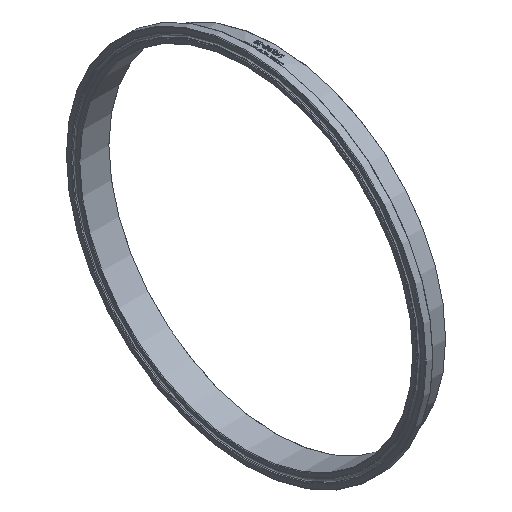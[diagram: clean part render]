
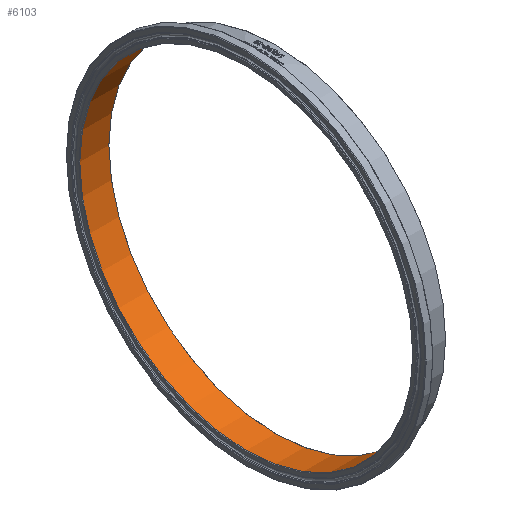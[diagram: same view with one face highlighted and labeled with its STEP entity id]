
A CAD part, isometric view. The second image highlights one B-rep face of the part: STEP entity #6103.
In plain terms, the highlighted cylindrical face has radius 124.231 mm (diameter 248.463 mm), a full revolution.
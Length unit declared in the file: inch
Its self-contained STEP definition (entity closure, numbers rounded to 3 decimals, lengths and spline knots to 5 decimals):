
#63=FACE_BOUND('',#1121,.T.);
#741=FACE_OUTER_BOUND('',#1120,.T.);
#1120=EDGE_LOOP('',(#5681));
#1121=EDGE_LOOP('',(#5682));
#1580=CIRCLE('',#6495,4.891);
#1582=CIRCLE('',#6499,4.891);
#3010=VERTEX_POINT('',#13446);
#3012=VERTEX_POINT('',#13452);
#3907=EDGE_CURVE('',#3010,#3010,#1580,.T.);
#3909=EDGE_CURVE('',#3012,#3012,#1582,.T.);
#5681=ORIENTED_EDGE('',*,*,#3909,.F.);
#5682=ORIENTED_EDGE('',*,*,#3907,.F.);
#5749=CYLINDRICAL_SURFACE('',#6498,4.891);
#6103=ADVANCED_FACE('',(#741,#63),#5749,.F.);
#6495=AXIS2_PLACEMENT_3D('',#13447,#7688,#7689);
#6498=AXIS2_PLACEMENT_3D('',#13451,#7694,#7695);
#6499=AXIS2_PLACEMENT_3D('',#13453,#7696,#7697);
#7688=DIRECTION('center_axis',(-1.,0.,0.));
#7689=DIRECTION('ref_axis',(0.,-1.,0.));
#7694=DIRECTION('center_axis',(1.,0.,0.));
#7695=DIRECTION('ref_axis',(0.,1.,0.));
#7696=DIRECTION('center_axis',(1.,0.,0.));
#7697=DIRECTION('ref_axis',(0.,-1.,0.));
#13446=CARTESIAN_POINT('',(0.87,4.891,0.));
#13447=CARTESIAN_POINT('Origin',(0.87,0.,0.));
#13451=CARTESIAN_POINT('Origin',(0.453,0.,0.));
#13452=CARTESIAN_POINT('',(0.015,4.891,0.));
#13453=CARTESIAN_POINT('Origin',(0.015,0.,0.));
